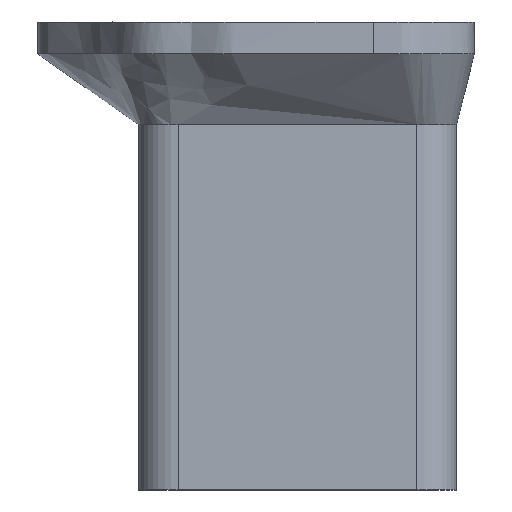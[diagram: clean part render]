
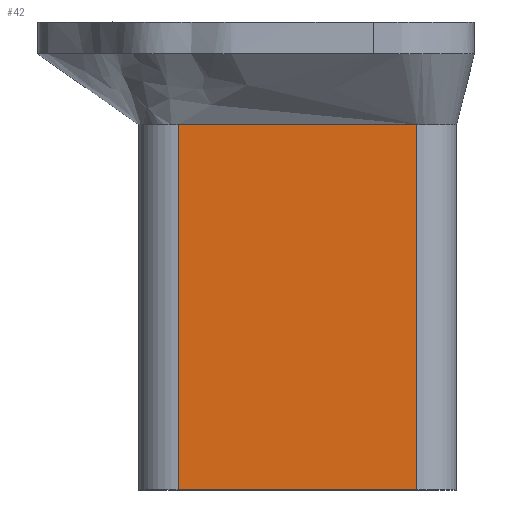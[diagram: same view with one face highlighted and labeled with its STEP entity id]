
A CAD part, left-side view. The second image highlights one B-rep face of the part: STEP entity #42.
In plain terms, the highlighted planar face has unit normal (-1, 0, 0).
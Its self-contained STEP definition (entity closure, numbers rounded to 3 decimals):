
#42=ADVANCED_FACE('',(#126),#1469,.T.);
#126=FACE_OUTER_BOUND('',#211,.T.);
#211=EDGE_LOOP('',(#389,#390,#391,#392));
#389=ORIENTED_EDGE('',*,*,#827,.T.);
#390=ORIENTED_EDGE('',*,*,#828,.T.);
#391=ORIENTED_EDGE('',*,*,#829,.F.);
#392=ORIENTED_EDGE('',*,*,#825,.F.);
#825=EDGE_CURVE('',#1311,#1312,#990,.T.);
#827=EDGE_CURVE('',#1311,#1313,#1138,.T.);
#828=EDGE_CURVE('',#1313,#1314,#1139,.T.);
#829=EDGE_CURVE('',#1312,#1314,#1140,.T.);
#990=(
BOUNDED_CURVE()
B_SPLINE_CURVE(1,(#6197,#6198),.UNSPECIFIED.,.F.,.F.)
B_SPLINE_CURVE_WITH_KNOTS((2,2),(0.,57.393),.UNSPECIFIED.)
CURVE()
GEOMETRIC_REPRESENTATION_ITEM()
RATIONAL_B_SPLINE_CURVE((1.,1.))
REPRESENTATION_ITEM('')
);
#1138=B_SPLINE_CURVE_WITH_KNOTS('',1,(#6202,#6203),.UNSPECIFIED.,.F.,.F.,
(2,2),(69.206,106.679),.UNSPECIFIED.);
#1139=B_SPLINE_CURVE_WITH_KNOTS('',1,(#6204,#6205),.UNSPECIFIED.,.F.,.F.,
(2,2),(0.,57.393),.UNSPECIFIED.);
#1140=B_SPLINE_CURVE_WITH_KNOTS('',1,(#6206,#6207),.UNSPECIFIED.,.F.,.F.,
(2,2),(69.206,106.679),.UNSPECIFIED.);
#1311=VERTEX_POINT('',#5665);
#1312=VERTEX_POINT('',#5666);
#1313=VERTEX_POINT('',#5667);
#1314=VERTEX_POINT('',#5668);
#1469=PLANE('',#1600);
#1600=AXIS2_PLACEMENT_3D('',#1956,#1690,$);
#1690=DIRECTION('',(-1.,0.,0.));
#1956=CARTESIAN_POINT('',(411.803,530.21,51.724));
#5665=CARTESIAN_POINT('',(411.803,530.21,51.724));
#5666=CARTESIAN_POINT('',(411.803,530.21,0.));
#5667=CARTESIAN_POINT('',(411.803,563.981,51.724));
#5668=CARTESIAN_POINT('',(411.803,563.981,0.));
#6197=CARTESIAN_POINT('',(411.803,530.21,51.724));
#6198=CARTESIAN_POINT('',(411.803,530.21,0.));
#6202=CARTESIAN_POINT('',(411.803,530.21,51.724));
#6203=CARTESIAN_POINT('',(411.803,563.981,51.724));
#6204=CARTESIAN_POINT('',(411.803,563.981,51.724));
#6205=CARTESIAN_POINT('',(411.803,563.981,0.));
#6206=CARTESIAN_POINT('',(411.803,530.21,0.));
#6207=CARTESIAN_POINT('',(411.803,563.981,0.));
